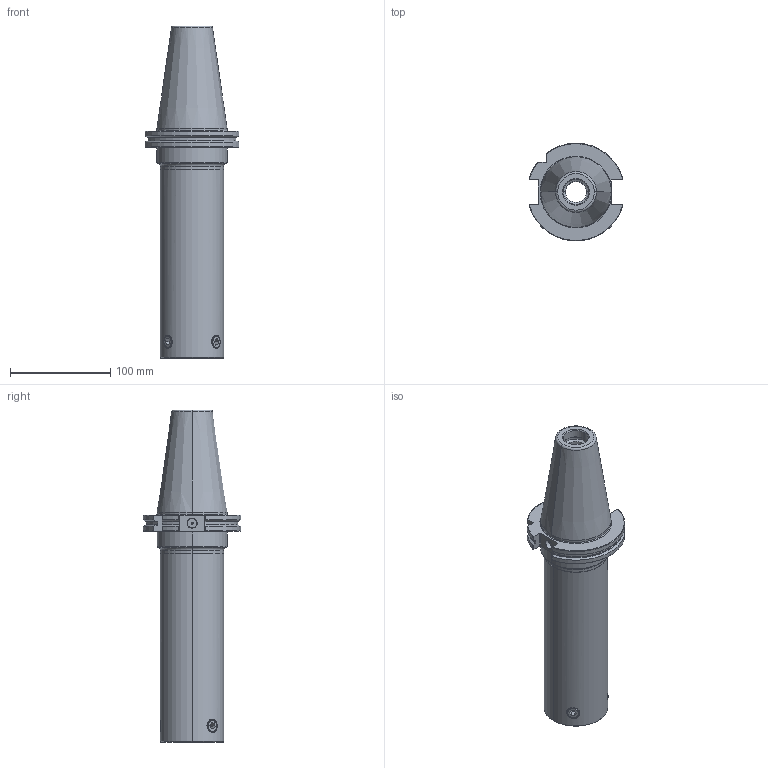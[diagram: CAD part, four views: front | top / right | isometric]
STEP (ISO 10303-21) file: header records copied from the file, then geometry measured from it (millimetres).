
FILE_DESCRIPTION(('no description'),'unknown implementation level');
FILE_NAME('A4F487D9-450F-46D8-9087-6E3A7BB86E7A_export.stp',' ',('CIMSOURCE GmbH'),('CADClick - KiM GmbH - www.kimweb.de'),'unknown preprocess','ACIS','unknown authorization');
FILE_SCHEMA(('automotive_design'));
Length unit declared in the file: millimetre
Products named in the file (4): 323.768N Kaiser Schaft SK50VBDxCKN6x260|690.436 Kaiser ETL M12 X 18 CK6;Schnitt-Linear austragen2; 323.768N Kaiser Schaft SK50VBDxCKN6x260|323.768N Kaiser Schaft SK50VBDxCKN6x260;Schnitt-Rotation2
Bounding box: 93.59 x 97.27 x 330.6 mm (x, y, z)
Volume: 884554 mm3; surface area: 105524.5 mm2
Topology: 4 solids, 4 shells, 251 faces, 603 edges, 361 vertices
Faces by surface type: plane 90, cone 72, cylinder 71, torus 18
Entity records: 14688 total; most frequent: CARTESIAN_POINT 2027, DIRECTION 1249, STYLED_ITEM 1209, PRESENTATION_STYLE_ASSIGNMENT 1209, COLOUR_RGB 1209, ORIENTED_EDGE 1186, EDGE_CURVE 593, CURVE_STYLE 593
